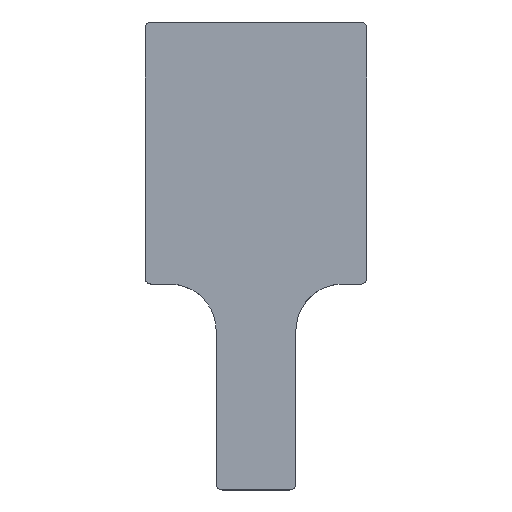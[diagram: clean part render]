
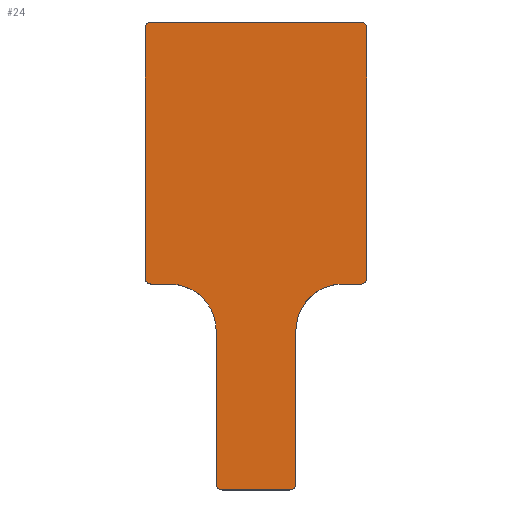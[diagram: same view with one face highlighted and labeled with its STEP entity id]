
A CAD part, top view. The second image highlights one B-rep face of the part: STEP entity #24.
In plain terms, the highlighted planar face has unit normal (0, 0, 1).
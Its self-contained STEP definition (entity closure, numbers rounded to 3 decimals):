
#24=ADVANCED_FACE('',(#42),#318,.T.);
#42=FACE_OUTER_BOUND('',#60,.T.);
#60=EDGE_LOOP('',(#78,#79,#80,#81,#82,#83,#84,#85,#86,#87,#88,#89,#90,#91,
#92,#93));
#78=ORIENTED_EDGE('',*,*,#221,.T.);
#79=ORIENTED_EDGE('',*,*,#174,.T.);
#80=ORIENTED_EDGE('',*,*,#218,.T.);
#81=ORIENTED_EDGE('',*,*,#175,.T.);
#82=ORIENTED_EDGE('',*,*,#214,.T.);
#83=ORIENTED_EDGE('',*,*,#176,.T.);
#84=ORIENTED_EDGE('',*,*,#210,.T.);
#85=ORIENTED_EDGE('',*,*,#177,.T.);
#86=ORIENTED_EDGE('',*,*,#206,.T.);
#87=ORIENTED_EDGE('',*,*,#178,.T.);
#88=ORIENTED_EDGE('',*,*,#202,.T.);
#89=ORIENTED_EDGE('',*,*,#179,.T.);
#90=ORIENTED_EDGE('',*,*,#198,.T.);
#91=ORIENTED_EDGE('',*,*,#180,.T.);
#92=ORIENTED_EDGE('',*,*,#194,.T.);
#93=ORIENTED_EDGE('',*,*,#181,.T.);
#174=EDGE_CURVE('',#270,#272,#222,.T.);
#175=EDGE_CURVE('',#273,#274,#223,.T.);
#176=EDGE_CURVE('',#275,#276,#224,.T.);
#177=EDGE_CURVE('',#277,#278,#225,.T.);
#178=EDGE_CURVE('',#279,#280,#226,.T.);
#179=EDGE_CURVE('',#281,#282,#227,.T.);
#180=EDGE_CURVE('',#283,#284,#228,.T.);
#181=EDGE_CURVE('',#285,#271,#229,.T.);
#194=EDGE_CURVE('',#284,#285,#242,.T.);
#198=EDGE_CURVE('',#282,#283,#246,.T.);
#202=EDGE_CURVE('',#280,#281,#250,.T.);
#206=EDGE_CURVE('',#278,#279,#254,.T.);
#210=EDGE_CURVE('',#276,#277,#258,.T.);
#214=EDGE_CURVE('',#274,#275,#262,.T.);
#218=EDGE_CURVE('',#272,#273,#266,.T.);
#221=EDGE_CURVE('',#271,#270,#269,.T.);
#222=(
BOUNDED_CURVE()
B_SPLINE_CURVE(2,(#480,#481,#482),.UNSPECIFIED.,.F.,.F.)
B_SPLINE_CURVE_WITH_KNOTS((3,3),(12.443,130.526),
 .UNSPECIFIED.)
CURVE()
GEOMETRIC_REPRESENTATION_ITEM()
RATIONAL_B_SPLINE_CURVE((1.,1.,1.))
REPRESENTATION_ITEM('')
);
#223=(
BOUNDED_CURVE()
B_SPLINE_CURVE(2,(#483,#484,#485),.UNSPECIFIED.,.F.,.F.)
B_SPLINE_CURVE_WITH_KNOTS((3,3),(142.97,187.668),
 .UNSPECIFIED.)
CURVE()
GEOMETRIC_REPRESENTATION_ITEM()
RATIONAL_B_SPLINE_CURVE((1.,1.,1.))
REPRESENTATION_ITEM('')
);
#224=(
BOUNDED_CURVE()
B_SPLINE_CURVE(2,(#486,#487,#488),.UNSPECIFIED.,.F.,.F.)
B_SPLINE_CURVE_WITH_KNOTS((3,3),(200.112,318.195),
 .UNSPECIFIED.)
CURVE()
GEOMETRIC_REPRESENTATION_ITEM()
RATIONAL_B_SPLINE_CURVE((1.,1.,1.))
REPRESENTATION_ITEM('')
);
#225=(
BOUNDED_CURVE()
B_SPLINE_CURVE(2,(#489,#490,#491),.UNSPECIFIED.,.F.,.F.)
B_SPLINE_CURVE_WITH_KNOTS((3,3),(330.638,336.223),
 .UNSPECIFIED.)
CURVE()
GEOMETRIC_REPRESENTATION_ITEM()
RATIONAL_B_SPLINE_CURVE((1.,1.,1.))
REPRESENTATION_ITEM('')
);
#226=(
BOUNDED_CURVE()
B_SPLINE_CURVE(2,(#492,#493,#494),.UNSPECIFIED.,.F.,.F.)
B_SPLINE_CURVE_WITH_KNOTS((3,3),(348.667,479.654),
 .UNSPECIFIED.)
CURVE()
GEOMETRIC_REPRESENTATION_ITEM()
RATIONAL_B_SPLINE_CURVE((1.,1.,1.))
REPRESENTATION_ITEM('')
);
#227=(
BOUNDED_CURVE()
B_SPLINE_CURVE(2,(#495,#496,#497),.UNSPECIFIED.,.F.,.F.)
B_SPLINE_CURVE_WITH_KNOTS((3,3),(492.098,555.471),
 .UNSPECIFIED.)
CURVE()
GEOMETRIC_REPRESENTATION_ITEM()
RATIONAL_B_SPLINE_CURVE((1.,1.,1.))
REPRESENTATION_ITEM('')
);
#228=(
BOUNDED_CURVE()
B_SPLINE_CURVE(2,(#498,#499,#500),.UNSPECIFIED.,.F.,.F.)
B_SPLINE_CURVE_WITH_KNOTS((3,3),(567.914,698.902),
 .UNSPECIFIED.)
CURVE()
GEOMETRIC_REPRESENTATION_ITEM()
RATIONAL_B_SPLINE_CURVE((1.,1.,1.))
REPRESENTATION_ITEM('')
);
#229=(
BOUNDED_CURVE()
B_SPLINE_CURVE(2,(#501,#502,#503),.UNSPECIFIED.,.F.,.F.)
B_SPLINE_CURVE_WITH_KNOTS((3,3),(711.345,716.93),
 .UNSPECIFIED.)
CURVE()
GEOMETRIC_REPRESENTATION_ITEM()
RATIONAL_B_SPLINE_CURVE((1.,1.,1.))
REPRESENTATION_ITEM('')
);
#242=(
BOUNDED_CURVE()
B_SPLINE_CURVE(2,(#537,#538,#539),.UNSPECIFIED.,.F.,.F.)
B_SPLINE_CURVE_WITH_KNOTS((3,3),(698.902,711.345),
 .UNSPECIFIED.)
CURVE()
GEOMETRIC_REPRESENTATION_ITEM()
RATIONAL_B_SPLINE_CURVE((1.,0.707,1.))
REPRESENTATION_ITEM('')
);
#246=(
BOUNDED_CURVE()
B_SPLINE_CURVE(2,(#547,#548,#549),.UNSPECIFIED.,.F.,.F.)
B_SPLINE_CURVE_WITH_KNOTS((3,3),(555.471,567.914),
 .UNSPECIFIED.)
CURVE()
GEOMETRIC_REPRESENTATION_ITEM()
RATIONAL_B_SPLINE_CURVE((1.,0.707,1.))
REPRESENTATION_ITEM('')
);
#250=(
BOUNDED_CURVE()
B_SPLINE_CURVE(2,(#557,#558,#559),.UNSPECIFIED.,.F.,.F.)
B_SPLINE_CURVE_WITH_KNOTS((3,3),(479.654,492.098),
 .UNSPECIFIED.)
CURVE()
GEOMETRIC_REPRESENTATION_ITEM()
RATIONAL_B_SPLINE_CURVE((1.,0.707,1.))
REPRESENTATION_ITEM('')
);
#254=(
BOUNDED_CURVE()
B_SPLINE_CURVE(2,(#567,#568,#569),.UNSPECIFIED.,.F.,.F.)
B_SPLINE_CURVE_WITH_KNOTS((3,3),(336.223,348.667),
 .UNSPECIFIED.)
CURVE()
GEOMETRIC_REPRESENTATION_ITEM()
RATIONAL_B_SPLINE_CURVE((1.,0.707,1.))
REPRESENTATION_ITEM('')
);
#258=(
BOUNDED_CURVE()
B_SPLINE_CURVE(2,(#577,#578,#579),.UNSPECIFIED.,.F.,.F.)
B_SPLINE_CURVE_WITH_KNOTS((3,3),(318.195,330.638),
 .UNSPECIFIED.)
CURVE()
GEOMETRIC_REPRESENTATION_ITEM()
RATIONAL_B_SPLINE_CURVE((1.,0.707,1.))
REPRESENTATION_ITEM('')
);
#262=(
BOUNDED_CURVE()
B_SPLINE_CURVE(2,(#587,#588,#589),.UNSPECIFIED.,.F.,.F.)
B_SPLINE_CURVE_WITH_KNOTS((3,3),(187.668,200.112),
 .UNSPECIFIED.)
CURVE()
GEOMETRIC_REPRESENTATION_ITEM()
RATIONAL_B_SPLINE_CURVE((1.,0.707,1.))
REPRESENTATION_ITEM('')
);
#266=(
BOUNDED_CURVE()
B_SPLINE_CURVE(2,(#597,#598,#599),.UNSPECIFIED.,.F.,.F.)
B_SPLINE_CURVE_WITH_KNOTS((3,3),(130.526,142.97),
 .UNSPECIFIED.)
CURVE()
GEOMETRIC_REPRESENTATION_ITEM()
RATIONAL_B_SPLINE_CURVE((1.,0.707,1.))
REPRESENTATION_ITEM('')
);
#269=(
BOUNDED_CURVE()
B_SPLINE_CURVE(2,(#605,#606,#607),.UNSPECIFIED.,.F.,.F.)
B_SPLINE_CURVE_WITH_KNOTS((3,3),(0.,12.443),.UNSPECIFIED.)
CURVE()
GEOMETRIC_REPRESENTATION_ITEM()
RATIONAL_B_SPLINE_CURVE((1.,0.707,1.))
REPRESENTATION_ITEM('')
);
#270=VERTEX_POINT('',#448);
#271=VERTEX_POINT('',#449);
#272=VERTEX_POINT('',#450);
#273=VERTEX_POINT('',#451);
#274=VERTEX_POINT('',#452);
#275=VERTEX_POINT('',#453);
#276=VERTEX_POINT('',#454);
#277=VERTEX_POINT('',#455);
#278=VERTEX_POINT('',#456);
#279=VERTEX_POINT('',#457);
#280=VERTEX_POINT('',#458);
#281=VERTEX_POINT('',#459);
#282=VERTEX_POINT('',#460);
#283=VERTEX_POINT('',#461);
#284=VERTEX_POINT('',#462);
#285=VERTEX_POINT('',#463);
#318=PLANE('',#340);
#340=AXIS2_PLACEMENT_3D('',#350,#345,$);
#345=DIRECTION('',(0.,0.,1.));
#350=CARTESIAN_POINT('',(-493.823,-97.484,30.));
#448=CARTESIAN_POINT('',(-445.107,10.159,30.));
#449=CARTESIAN_POINT('',(-468.056,33.109,30.));
#450=CARTESIAN_POINT('',(-445.107,-65.635,30.));
#451=CARTESIAN_POINT('',(-442.157,-68.584,30.));
#452=CARTESIAN_POINT('',(-408.619,-68.584,30.));
#453=CARTESIAN_POINT('',(-405.669,-65.635,30.));
#454=CARTESIAN_POINT('',(-405.669,10.159,30.));
#455=CARTESIAN_POINT('',(-382.72,33.109,30.));
#456=CARTESIAN_POINT('',(-373.59,33.109,30.));
#457=CARTESIAN_POINT('',(-370.64,36.058,30.));
#458=CARTESIAN_POINT('',(-370.64,159.668,30.));
#459=CARTESIAN_POINT('',(-373.59,162.617,30.));
#460=CARTESIAN_POINT('',(-477.186,162.617,30.));
#461=CARTESIAN_POINT('',(-480.136,159.668,30.));
#462=CARTESIAN_POINT('',(-480.136,36.058,30.));
#463=CARTESIAN_POINT('',(-477.186,33.109,30.));
#480=CARTESIAN_POINT('',(-445.107,10.159,30.));
#481=CARTESIAN_POINT('',(-445.107,-27.738,30.));
#482=CARTESIAN_POINT('',(-445.107,-65.635,30.));
#483=CARTESIAN_POINT('',(-442.157,-68.584,30.));
#484=CARTESIAN_POINT('',(-425.388,-68.584,30.));
#485=CARTESIAN_POINT('',(-408.619,-68.584,30.));
#486=CARTESIAN_POINT('',(-405.669,-65.635,30.));
#487=CARTESIAN_POINT('',(-405.669,-27.738,30.));
#488=CARTESIAN_POINT('',(-405.669,10.159,30.));
#489=CARTESIAN_POINT('',(-382.72,33.109,30.));
#490=CARTESIAN_POINT('',(-378.155,33.109,30.));
#491=CARTESIAN_POINT('',(-373.59,33.109,30.));
#492=CARTESIAN_POINT('',(-370.64,36.058,30.));
#493=CARTESIAN_POINT('',(-370.64,97.863,30.));
#494=CARTESIAN_POINT('',(-370.64,159.668,30.));
#495=CARTESIAN_POINT('',(-373.59,162.617,30.));
#496=CARTESIAN_POINT('',(-425.388,162.617,30.));
#497=CARTESIAN_POINT('',(-477.186,162.617,30.));
#498=CARTESIAN_POINT('',(-480.136,159.668,30.));
#499=CARTESIAN_POINT('',(-480.136,97.863,30.));
#500=CARTESIAN_POINT('',(-480.136,36.058,30.));
#501=CARTESIAN_POINT('',(-477.186,33.109,30.));
#502=CARTESIAN_POINT('',(-472.621,33.109,30.));
#503=CARTESIAN_POINT('',(-468.056,33.109,30.));
#537=CARTESIAN_POINT('',(-480.136,36.058,30.));
#538=CARTESIAN_POINT('',(-480.136,33.109,30.));
#539=CARTESIAN_POINT('',(-477.186,33.109,30.));
#547=CARTESIAN_POINT('',(-477.186,162.617,30.));
#548=CARTESIAN_POINT('',(-480.136,162.617,30.));
#549=CARTESIAN_POINT('',(-480.136,159.668,30.));
#557=CARTESIAN_POINT('',(-370.64,159.668,30.));
#558=CARTESIAN_POINT('',(-370.64,162.617,30.));
#559=CARTESIAN_POINT('',(-373.59,162.617,30.));
#567=CARTESIAN_POINT('',(-373.59,33.109,30.));
#568=CARTESIAN_POINT('',(-370.64,33.109,30.));
#569=CARTESIAN_POINT('',(-370.64,36.058,30.));
#577=CARTESIAN_POINT('',(-405.669,10.159,30.));
#578=CARTESIAN_POINT('',(-405.669,33.109,30.));
#579=CARTESIAN_POINT('',(-382.72,33.109,30.));
#587=CARTESIAN_POINT('',(-408.619,-68.584,30.));
#588=CARTESIAN_POINT('',(-405.669,-68.584,30.));
#589=CARTESIAN_POINT('',(-405.669,-65.635,30.));
#597=CARTESIAN_POINT('',(-445.107,-65.635,30.));
#598=CARTESIAN_POINT('',(-445.107,-68.584,30.));
#599=CARTESIAN_POINT('',(-442.157,-68.584,30.));
#605=CARTESIAN_POINT('',(-468.056,33.109,30.));
#606=CARTESIAN_POINT('',(-445.107,33.109,30.));
#607=CARTESIAN_POINT('',(-445.107,10.159,30.));
